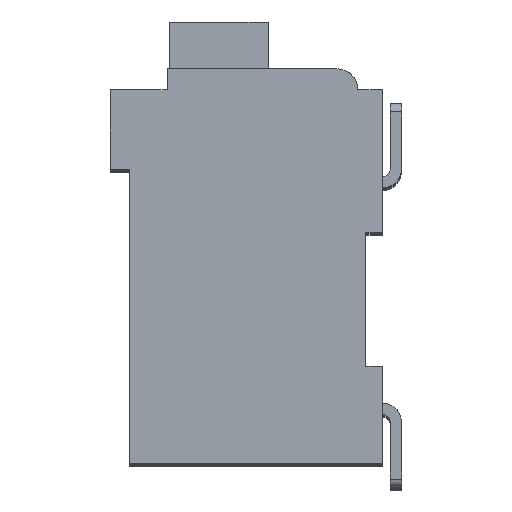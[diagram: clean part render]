
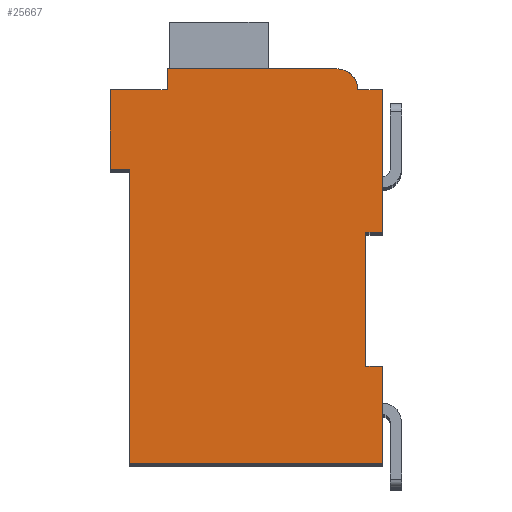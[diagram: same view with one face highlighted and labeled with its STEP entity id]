
A CAD part, top view. The second image highlights one B-rep face of the part: STEP entity #25667.
In plain terms, the highlighted planar face has unit normal (0, 0, 1).
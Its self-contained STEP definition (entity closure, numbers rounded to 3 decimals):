
#7914=DIRECTION('',(1.,0.,0.));
#7915=VECTOR('',#7914,0.5);
#7916=CARTESIAN_POINT('',(7.3,7.15,2.1));
#7917=LINE('',#7916,#7915);
#7918=DIRECTION('',(0.,1.,0.));
#7919=VECTOR('',#7918,4.15);
#7920=CARTESIAN_POINT('',(7.3,3.,2.1));
#7921=LINE('',#7920,#7919);
#7922=DIRECTION('',(-1.,0.,0.));
#7923=VECTOR('',#7922,0.5);
#7924=CARTESIAN_POINT('',(7.8,3.,2.1));
#7925=LINE('',#7924,#7923);
#7926=DIRECTION('',(0.,1.,0.));
#7927=VECTOR('',#7926,3.);
#7928=CARTESIAN_POINT('',(7.8,0.,2.1));
#7929=LINE('',#7928,#7927);
#7930=DIRECTION('',(1.,0.,0.));
#7931=VECTOR('',#7930,7.8);
#7932=CARTESIAN_POINT('',(0.,0.,2.1));
#7933=LINE('',#7932,#7931);
#7934=DIRECTION('',(0.,-1.,0.));
#7935=VECTOR('',#7934,9.1);
#7936=CARTESIAN_POINT('',(0.,9.1,2.1));
#7937=LINE('',#7936,#7935);
#7938=DIRECTION('',(1.,0.,0.));
#7939=VECTOR('',#7938,0.6);
#7940=CARTESIAN_POINT('',(-0.6,9.1,2.1));
#7941=LINE('',#7940,#7939);
#7942=DIRECTION('',(0.,-1.,0.));
#7943=VECTOR('',#7942,2.45);
#7944=CARTESIAN_POINT('',(-0.6,11.55,2.1));
#7945=LINE('',#7944,#7943);
#7946=DIRECTION('',(-1.,0.,0.));
#7947=VECTOR('',#7946,1.75);
#7948=CARTESIAN_POINT('',(1.15,11.55,2.1));
#7949=LINE('',#7948,#7947);
#7950=DIRECTION('',(0.,-1.,0.));
#7951=VECTOR('',#7950,0.65);
#7952=CARTESIAN_POINT('',(1.15,12.2,2.1));
#7953=LINE('',#7952,#7951);
#7954=DIRECTION('',(-1.,0.,0.));
#7955=VECTOR('',#7954,5.25);
#7956=CARTESIAN_POINT('',(6.4,12.2,2.1));
#7957=LINE('',#7956,#7955);
#7958=CARTESIAN_POINT('',(6.4,11.55,2.1));
#7959=DIRECTION('',(0.,0.,1.));
#7960=DIRECTION('',(1.,0.,0.));
#7961=AXIS2_PLACEMENT_3D('',#7958,#7959,#7960);
#7963=DIRECTION('',(-1.,0.,0.));
#7964=VECTOR('',#7963,0.75);
#7965=CARTESIAN_POINT('',(7.8,11.55,2.1));
#7966=LINE('',#7965,#7964);
#7967=DIRECTION('',(0.,1.,0.));
#7968=VECTOR('',#7967,4.4);
#7969=CARTESIAN_POINT('',(7.8,7.15,2.1));
#7970=LINE('',#7969,#7968);
#12759=CARTESIAN_POINT('',(7.3,7.15,2.1));
#12760=CARTESIAN_POINT('',(7.8,7.15,2.1));
#12761=VERTEX_POINT('',#12759);
#12762=VERTEX_POINT('',#12760);
#12763=CARTESIAN_POINT('',(7.8,11.55,2.1));
#12764=VERTEX_POINT('',#12763);
#12765=CARTESIAN_POINT('',(7.05,11.55,2.1));
#12766=VERTEX_POINT('',#12765);
#12767=CARTESIAN_POINT('',(6.4,12.2,2.1));
#12768=VERTEX_POINT('',#12767);
#12769=CARTESIAN_POINT('',(1.15,12.2,2.1));
#12770=VERTEX_POINT('',#12769);
#12771=CARTESIAN_POINT('',(1.15,11.55,2.1));
#12772=VERTEX_POINT('',#12771);
#12773=CARTESIAN_POINT('',(-0.6,11.55,2.1));
#12774=VERTEX_POINT('',#12773);
#12775=CARTESIAN_POINT('',(-0.6,9.1,2.1));
#12776=VERTEX_POINT('',#12775);
#12777=CARTESIAN_POINT('',(0.,9.1,2.1));
#12778=VERTEX_POINT('',#12777);
#12779=CARTESIAN_POINT('',(0.,0.,2.1));
#12780=VERTEX_POINT('',#12779);
#12781=CARTESIAN_POINT('',(7.8,0.,2.1));
#12782=VERTEX_POINT('',#12781);
#12783=CARTESIAN_POINT('',(7.8,3.,2.1));
#12784=VERTEX_POINT('',#12783);
#12785=CARTESIAN_POINT('',(7.3,3.,2.1));
#12786=VERTEX_POINT('',#12785);
#25646=CARTESIAN_POINT('',(0.,0.,2.1));
#25647=DIRECTION('',(0.,0.,1.));
#25648=DIRECTION('',(1.,0.,0.));
#25649=AXIS2_PLACEMENT_3D('',#25646,#25647,#25648);
#25650=PLANE('',#25649);
#25651=ORIENTED_EDGE('',*,*,#16760,.F.);
#25652=ORIENTED_EDGE('',*,*,#17378,.F.);
#25653=ORIENTED_EDGE('',*,*,#21830,.F.);
#25654=ORIENTED_EDGE('',*,*,#22155,.F.);
#25655=ORIENTED_EDGE('',*,*,#22536,.F.);
#25656=ORIENTED_EDGE('',*,*,#23045,.F.);
#25657=ORIENTED_EDGE('',*,*,#23268,.F.);
#25658=ORIENTED_EDGE('',*,*,#23472,.F.);
#25659=ORIENTED_EDGE('',*,*,#23779,.F.);
#25660=ORIENTED_EDGE('',*,*,#24376,.F.);
#25661=ORIENTED_EDGE('',*,*,#24842,.F.);
#25662=ORIENTED_EDGE('',*,*,#23830,.F.);
#25663=ORIENTED_EDGE('',*,*,#24207,.F.);
#25664=ORIENTED_EDGE('',*,*,#17273,.F.);
#25665=EDGE_LOOP('',(#25651,#25652,#25653,#25654,#25655,#25656,#25657,#25658,
#25659,#25660,#25661,#25662,#25663,#25664));
#25666=FACE_OUTER_BOUND('',#25665,.F.);
#7962=CIRCLE('',#7961,0.65);
#16760=EDGE_CURVE('',#12761,#12762,#7917,.T.);
#17273=EDGE_CURVE('',#12762,#12764,#7970,.T.);
#17378=EDGE_CURVE('',#12786,#12761,#7921,.T.);
#21830=EDGE_CURVE('',#12784,#12786,#7925,.T.);
#22155=EDGE_CURVE('',#12782,#12784,#7929,.T.);
#22536=EDGE_CURVE('',#12780,#12782,#7933,.T.);
#23045=EDGE_CURVE('',#12778,#12780,#7937,.T.);
#23268=EDGE_CURVE('',#12776,#12778,#7941,.T.);
#23472=EDGE_CURVE('',#12774,#12776,#7945,.T.);
#23779=EDGE_CURVE('',#12772,#12774,#7949,.T.);
#23830=EDGE_CURVE('',#12766,#12768,#7962,.T.);
#24207=EDGE_CURVE('',#12764,#12766,#7966,.T.);
#24376=EDGE_CURVE('',#12770,#12772,#7953,.T.);
#24842=EDGE_CURVE('',#12768,#12770,#7957,.T.);
#25667=ADVANCED_FACE('',(#25666),#25650,.T.);
